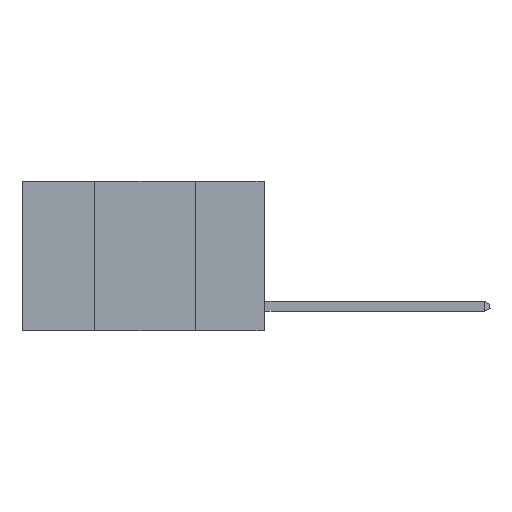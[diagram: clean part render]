
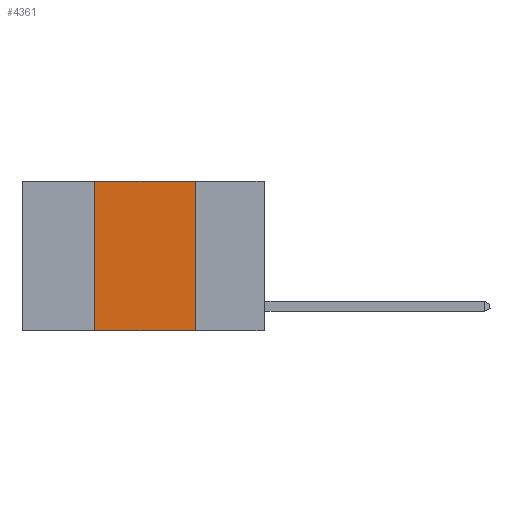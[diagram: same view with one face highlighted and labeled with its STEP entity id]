
A CAD part, left-side view. The second image highlights one B-rep face of the part: STEP entity #4361.
In plain terms, the highlighted planar face has unit normal (-1, 0, 0).
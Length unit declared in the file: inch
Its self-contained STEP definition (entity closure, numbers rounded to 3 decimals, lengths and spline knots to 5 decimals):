
#272 = AXIS2_PLACEMENT_3D ( 'NONE', #9873, #11148, #8957 ) ;
#525 = VECTOR ( 'NONE', #7729, 39.37008 ) ;
#1395 = PLANE ( 'NONE',  #272 ) ;
#1723 = ORIENTED_EDGE ( 'NONE', *, *, #4849, .F. ) ;
#3336 = VECTOR ( 'NONE', #12149, 39.37008 ) ;
#3376 = CARTESIAN_POINT ( 'NONE',  ( 0., 0.6, 0. ) ) ;
#3725 = EDGE_LOOP ( 'NONE', ( #1723, #8461, #9685, #10165 ) ) ;
#4361 = ADVANCED_FACE ( 'NONE', ( #6830 ), #1395, .F. ) ;
#4385 = LINE ( 'NONE', #8705, #11566 ) ;
#4474 = VECTOR ( 'NONE', #7071, 39.37008 ) ;
#4849 = EDGE_CURVE ( 'NONE', #12455, #13330, #7593, .T. ) ;
#5189 = VERTEX_POINT ( 'NONE', #8928 ) ;
#5427 = CARTESIAN_POINT ( 'NONE',  ( 0., 0.42, -0.37 ) ) ;
#5502 = VERTEX_POINT ( 'NONE', #5427 ) ;
#5509 = EDGE_CURVE ( 'NONE', #5502, #5189, #4385, .T. ) ;
#6166 = CARTESIAN_POINT ( 'NONE',  ( 0., 0.17, -0.37 ) ) ;
#6468 = CARTESIAN_POINT ( 'NONE',  ( 0., 0.17, 0. ) ) ;
#6830 = FACE_OUTER_BOUND ( 'NONE', #3725, .T. ) ;
#7047 = EDGE_CURVE ( 'NONE', #5502, #13330, #10189, .T. ) ;
#7071 = DIRECTION ( 'NONE',  ( 0., -1., 0. ) ) ;
#7593 = LINE ( 'NONE', #6468, #525 ) ;
#7729 = DIRECTION ( 'NONE',  ( 0., 0., -1. ) ) ;
#7803 = LINE ( 'NONE', #3376, #3336 ) ;
#8461 = ORIENTED_EDGE ( 'NONE', *, *, #11116, .F. ) ;
#8705 = CARTESIAN_POINT ( 'NONE',  ( 0., 0.42, 0. ) ) ;
#8746 = CARTESIAN_POINT ( 'NONE',  ( 0., 0.17, 0. ) ) ;
#8928 = CARTESIAN_POINT ( 'NONE',  ( 0., 0.42, 0. ) ) ;
#8957 = DIRECTION ( 'NONE',  ( 0., 0., -1. ) ) ;
#9685 = ORIENTED_EDGE ( 'NONE', *, *, #5509, .F. ) ;
#9873 = CARTESIAN_POINT ( 'NONE',  ( 0., 0.6, 0. ) ) ;
#10165 = ORIENTED_EDGE ( 'NONE', *, *, #7047, .T. ) ;
#10189 = LINE ( 'NONE', #11740, #4474 ) ;
#11116 = EDGE_CURVE ( 'NONE', #5189, #12455, #7803, .T. ) ;
#11148 = DIRECTION ( 'NONE',  ( 1., 0., 0. ) ) ;
#11566 = VECTOR ( 'NONE', #13125, 39.37008 ) ;
#11740 = CARTESIAN_POINT ( 'NONE',  ( 0., 0.6, -0.37 ) ) ;
#12149 = DIRECTION ( 'NONE',  ( 0., -1., 0. ) ) ;
#12455 = VERTEX_POINT ( 'NONE', #8746 ) ;
#13125 = DIRECTION ( 'NONE',  ( 0., 0., 1. ) ) ;
#13330 = VERTEX_POINT ( 'NONE', #6166 ) ;
